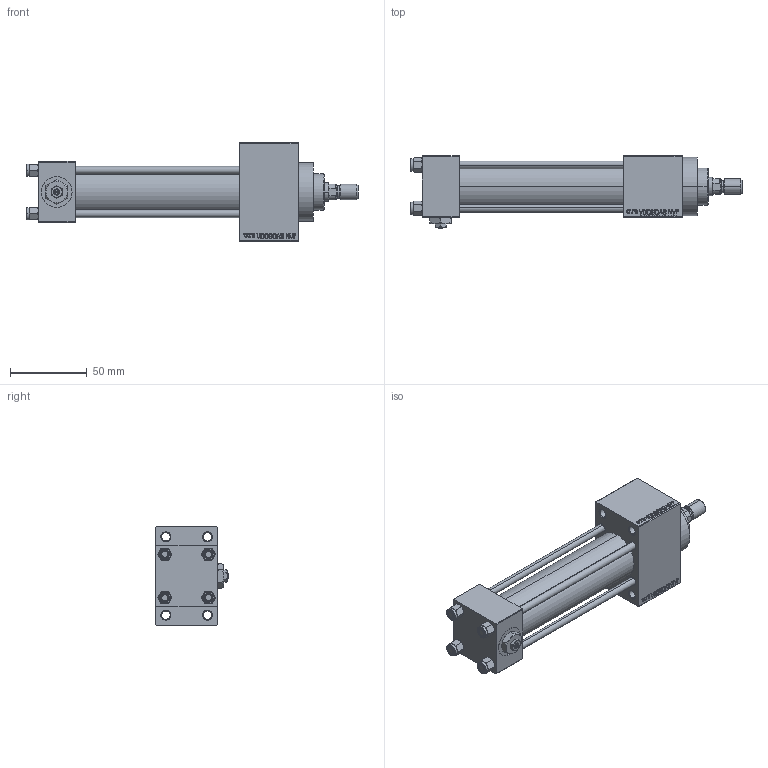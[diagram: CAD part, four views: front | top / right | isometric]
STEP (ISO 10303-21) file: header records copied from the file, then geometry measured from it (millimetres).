
FILE_DESCRIPTION (( 'STEP AP203' ), '1' );
FILE_NAME ('6ee8.STEP', '2023-08-23T14:30:01', ( '' ), ( '' ), 'SwSTEP 2.0', 'SolidWorks 2019', '' );
FILE_SCHEMA (( 'CONFIG_CONTROL_DESIGN' ));
Length unit declared in the file: millimetre
Products named in the file (8): Zatka_pro_OIL_PORT 77817ad841ff70b84f99be081c6527fb; V215CR_D_TYCINKA 77817ad841ff70b84f99be081c6527fb; V215CR_D_Body 77817ad841ff70b84f99be081c6527fb; ROD_END_AH 77817ad841ff70b84f99be081c6527fb; NUT_M5_D 77817ad841ff70b84f99be081c6527fb; V215_VC_A 77817ad841ff70b84f99be081c6527fb; 6ee8; V215CR_VCP_D 77817ad841ff70b84f99be081c6527fb
Assembly tree (13 placements, depth 2):
  6ee8
    V215CR_D_Body 77817ad841ff70b84f99be081c6527fb
    V215CR_VCP_D 77817ad841ff70b84f99be081c6527fb
    NUT_M5_D 77817ad841ff70b84f99be081c6527fb  x4
    V215CR_D_TYCINKA 77817ad841ff70b84f99be081c6527fb  x4
    V215_VC_A 77817ad841ff70b84f99be081c6527fb
    ROD_END_AH 77817ad841ff70b84f99be081c6527fb
    Zatka_pro_OIL_PORT 77817ad841ff70b84f99be081c6527fb
Bounding box: 216 x 47 x 64 mm (x, y, z)
Volume: 202522.7 mm3; surface area: 79950.7 mm2
Topology: 13 solids, 13 shells, 1169 faces, 2882 edges, 1855 vertices
Faces by surface type: plane 523, bspline 368, cone 168, cylinder 100, torus 10
Entity records: 49240 total; most frequent: CARTESIAN_POINT 25569, ORIENTED_EDGE 5256, DIRECTION 3468, EDGE_CURVE 2628, VERTEX_POINT 1711, LINE 1548, VECTOR 1548, EDGE_LOOP 1187
